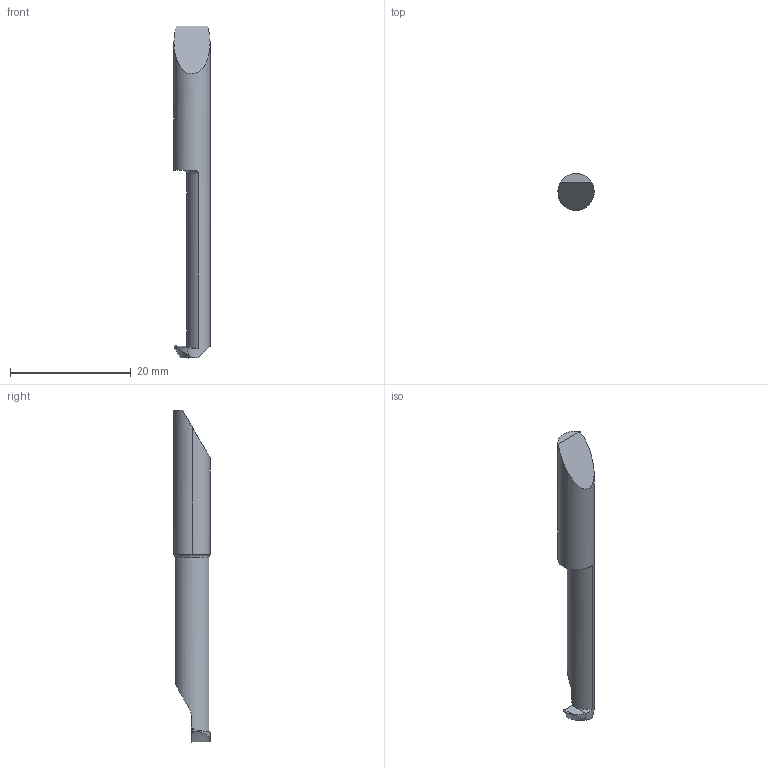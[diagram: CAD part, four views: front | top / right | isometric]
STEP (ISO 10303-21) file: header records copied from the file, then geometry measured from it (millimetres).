
FILE_DESCRIPTION(/* description */ (''),/* implementation_level */ '2;1');
FILE_NAME(/* name */ '1603343578603.stp',/* time_stamp */ '2020-10-22T10:43:05+05:00',/* author */ (''),/* organization */ ('SMS'),/* preprocessor_version */ 'ST-DEVELOPER v16.7',/* originating_system */ 'SIEMENS PLM Software NX 12.0',/* authorisation */ '');
FILE_SCHEMA (('AUTOMOTIVE_DESIGN { 1 0 10303 214 3 1 1 1 }'));
Length unit declared in the file: millimetre
Products named in the file (1): 202042469mod000_01
Bounding box: 6 x 6 x 55 mm (x, y, z)
Volume: 1035.6 mm3; surface area: 911.6 mm2
Topology: 2 solids, 2 shells, 27 faces, 72 edges, 53 vertices
Faces by surface type: plane 11, cylinder 6, cone 5, bspline 3, torus 2
Entity records: 1087 total; most frequent: CARTESIAN_POINT 411, ORIENTED_EDGE 142, DIRECTION 112, EDGE_CURVE 71, VERTEX_POINT 48, AXIS2_PLACEMENT_3D 46, ADVANCED_FACE 27, FACE_OUTER_BOUND 27
